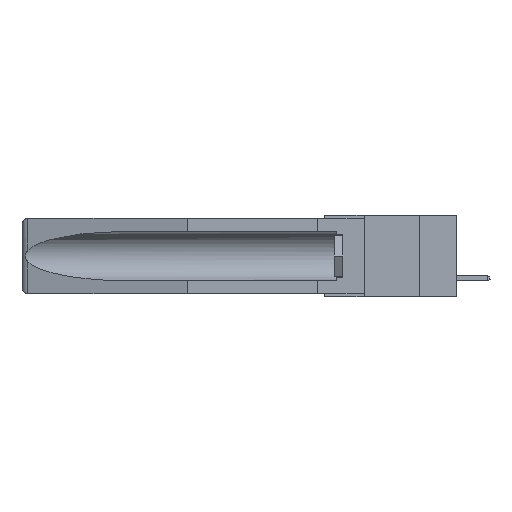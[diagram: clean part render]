
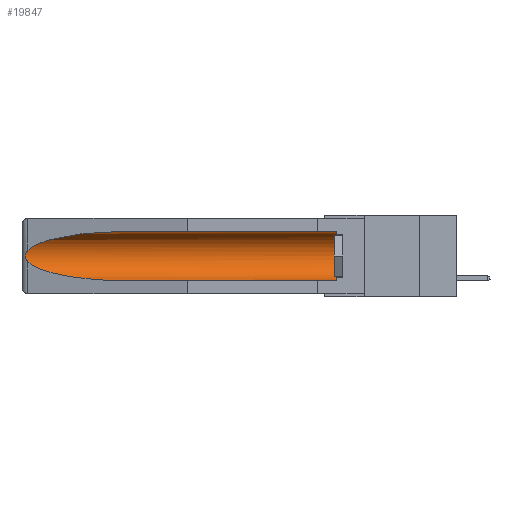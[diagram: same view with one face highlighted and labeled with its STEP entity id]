
A CAD part, left-side view. The second image highlights one B-rep face of the part: STEP entity #19847.
In plain terms, the highlighted cylindrical face has radius 2.857 mm (diameter 5.715 mm), a partial arc.
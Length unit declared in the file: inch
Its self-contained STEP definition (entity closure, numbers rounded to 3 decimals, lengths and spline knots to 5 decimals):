
#380 = DIRECTION ( 'NONE',  ( 0., -1., 0. ) ) ;
#682 = CIRCLE ( 'NONE', #9401, 0.1125 ) ;
#977 = ORIENTED_EDGE ( 'NONE', *, *, #20396, .T. ) ;
#1245 = B_SPLINE_CURVE_WITH_KNOTS ( 'NONE', 3,
 ( #11197, #13175, #4224, #4141, #16817, #3643, #23172, #15002, #20670, #9961 ),
 .UNSPECIFIED., .F., .F.,
 ( 4, 2, 2, 2, 4 ),
 ( 0., 0.00029, 0.00058, 0.00087, 0.00117 ),
 .UNSPECIFIED. ) ;
#1487 = VERTEX_POINT ( 'NONE', #20299 ) ;
#2183 = VERTEX_POINT ( 'NONE', #7256 ) ;
#2450 = EDGE_CURVE ( 'NONE', #1487, #9981, #19659, .T. ) ;
#3643 = CARTESIAN_POINT ( 'NONE',  ( 0.2675, 1.53308, -0.17534 ) ) ;
#4092 = CARTESIAN_POINT ( 'NONE',  ( 0.25451, 1.48313, -0.24835 ) ) ;
#4141 = CARTESIAN_POINT ( 'NONE',  ( 0.2673, 1.5327, -0.16383 ) ) ;
#4224 = CARTESIAN_POINT ( 'NONE',  ( 0.26654, 1.53092, -0.15636 ) ) ;
#4402 = CARTESIAN_POINT ( 'NONE',  ( 0.26537, 1.52718, -0.14972 ) ) ;
#4748 = VERTEX_POINT ( 'NONE', #7704 ) ;
#5559 = EDGE_CURVE ( 'NONE', #4748, #21891, #682, .T. ) ;
#5770 = CARTESIAN_POINT ( 'NONE',  ( 0.155, 1.07973, -0.059 ) ) ;
#5990 = CARTESIAN_POINT ( 'NONE',  ( 0.26537, 1.52718, -0.19328 ) ) ;
#6825 = CYLINDRICAL_SURFACE ( 'NONE', #13096, 0.1125 ) ;
#7256 = CARTESIAN_POINT ( 'NONE',  ( 0.155, 1.07973, -0.284 ) ) ;
#7338 = DIRECTION ( 'NONE',  ( 0., 0., 1. ) ) ;
#7704 = CARTESIAN_POINT ( 'NONE',  ( 0.155, 0.126, -0.284 ) ) ;
#7767 = CARTESIAN_POINT ( 'NONE',  ( 0.21114, 1.30732, -0.059 ) ) ;
#8329 = CARTESIAN_POINT ( 'NONE',  ( 0.155, 0.126, -0.1715 ) ) ;
#8422 = DIRECTION ( 'NONE',  ( 0., 1., 0. ) ) ;
#9401 = AXIS2_PLACEMENT_3D ( 'NONE', #8329, #380, #15556 ) ;
#9476 = VECTOR ( 'NONE', #13865, 39.37008 ) ;
#9698 = CARTESIAN_POINT ( 'NONE',  ( 0.25451, 1.48313, -0.09465 ) ) ;
#9961 = CARTESIAN_POINT ( 'NONE',  ( 0.26537, 1.52718, -0.19328 ) ) ;
#9981 = VERTEX_POINT ( 'NONE', #4402 ) ;
#10474 = ORIENTED_EDGE ( 'NONE', *, *, #17015, .T. ) ;
#10692 = ORIENTED_EDGE ( 'NONE', *, *, #22316, .T. ) ;
#11197 = CARTESIAN_POINT ( 'NONE',  ( 0.26537, 1.52718, -0.14972 ) ) ;
#11291 = CARTESIAN_POINT ( 'NONE',  ( 0.155, 0.126, -0.059 ) ) ;
#11563 = CARTESIAN_POINT ( 'NONE',  ( 0.21114, 1.30732, -0.284 ) ) ;
#11690 = EDGE_LOOP ( 'NONE', ( #19951, #10692, #10474, #20032, #16329, #977 ) ) ;
#12543 = LINE ( 'NONE', #23238, #12829 ) ;
#12829 = VECTOR ( 'NONE', #8422, 39.37008 ) ;
#13096 = AXIS2_PLACEMENT_3D ( 'NONE', #14269, #21922, #7338 ) ;
#13175 = CARTESIAN_POINT ( 'NONE',  ( 0.26597, 1.52961, -0.15275 ) ) ;
#13865 = DIRECTION ( 'NONE',  ( 0., 1., 0. ) ) ;
#14269 = CARTESIAN_POINT ( 'NONE',  ( 0.155, -0.30754, -0.1715 ) ) ;
#14496 = LINE ( 'NONE', #16012, #9476 ) ;
#15002 = CARTESIAN_POINT ( 'NONE',  ( 0.26655, 1.53094, -0.18657 ) ) ;
#15125 = FACE_OUTER_BOUND ( 'NONE', #11690, .T. ) ;
#15397 = CARTESIAN_POINT ( 'NONE',  ( 0.26537, 1.52718, -0.14972 ) ) ;
#15556 = DIRECTION ( 'NONE',  ( 0., 0., 1. ) ) ;
#15986 = EDGE_CURVE ( 'NONE', #4748, #2183, #12543, .T. ) ;
#16012 = CARTESIAN_POINT ( 'NONE',  ( 0.155, -0.30754, -0.059 ) ) ;
#16329 = ORIENTED_EDGE ( 'NONE', *, *, #5559, .T. ) ;
#16817 = CARTESIAN_POINT ( 'NONE',  ( 0.2675, 1.53308, -0.16763 ) ) ;
#17015 = EDGE_CURVE ( 'NONE', #20704, #2183, #20115, .T. ) ;
#17366 = CARTESIAN_POINT ( 'NONE',  ( 0.155, 1.07973, -0.284 ) ) ;
#19659 =( BOUNDED_CURVE ( )  B_SPLINE_CURVE ( 3, ( #5770, #7767, #9698, #15397 ),
 .UNSPECIFIED., .F., .F. ) 
 B_SPLINE_CURVE_WITH_KNOTS ( ( 4, 4 ),
 ( 4.71239, 6.08839 ),
 .UNSPECIFIED. ) 
 CURVE ( )  GEOMETRIC_REPRESENTATION_ITEM ( )  RATIONAL_B_SPLINE_CURVE ( ( 1., 0.848, 0.848, 1. ) ) 
 REPRESENTATION_ITEM ( '' )  );
#19847 = ADVANCED_FACE ( 'NONE', ( #15125 ), #6825, .F. ) ;
#19951 = ORIENTED_EDGE ( 'NONE', *, *, #2450, .T. ) ;
#20032 = ORIENTED_EDGE ( 'NONE', *, *, #15986, .F. ) ;
#20115 =( BOUNDED_CURVE ( )  B_SPLINE_CURVE ( 3, ( #5990, #4092, #11563, #17366 ),
 .UNSPECIFIED., .F., .F. ) 
 B_SPLINE_CURVE_WITH_KNOTS ( ( 4, 4 ),
 ( 0.1948, 1.5708 ),
 .UNSPECIFIED. ) 
 CURVE ( )  GEOMETRIC_REPRESENTATION_ITEM ( )  RATIONAL_B_SPLINE_CURVE ( ( 1., 0.848, 0.848, 1. ) ) 
 REPRESENTATION_ITEM ( '' )  );
#20299 = CARTESIAN_POINT ( 'NONE',  ( 0.155, 1.07973, -0.059 ) ) ;
#20396 = EDGE_CURVE ( 'NONE', #21891, #1487, #14496, .T. ) ;
#20670 = CARTESIAN_POINT ( 'NONE',  ( 0.26597, 1.5296, -0.19026 ) ) ;
#20704 = VERTEX_POINT ( 'NONE', #20943 ) ;
#20943 = CARTESIAN_POINT ( 'NONE',  ( 0.26537, 1.52718, -0.19328 ) ) ;
#21891 = VERTEX_POINT ( 'NONE', #11291 ) ;
#21922 = DIRECTION ( 'NONE',  ( 0., 1., 0. ) ) ;
#22316 = EDGE_CURVE ( 'NONE', #9981, #20704, #1245, .T. ) ;
#23172 = CARTESIAN_POINT ( 'NONE',  ( 0.2673, 1.53269, -0.17917 ) ) ;
#23238 = CARTESIAN_POINT ( 'NONE',  ( 0.155, -0.30754, -0.284 ) ) ;
